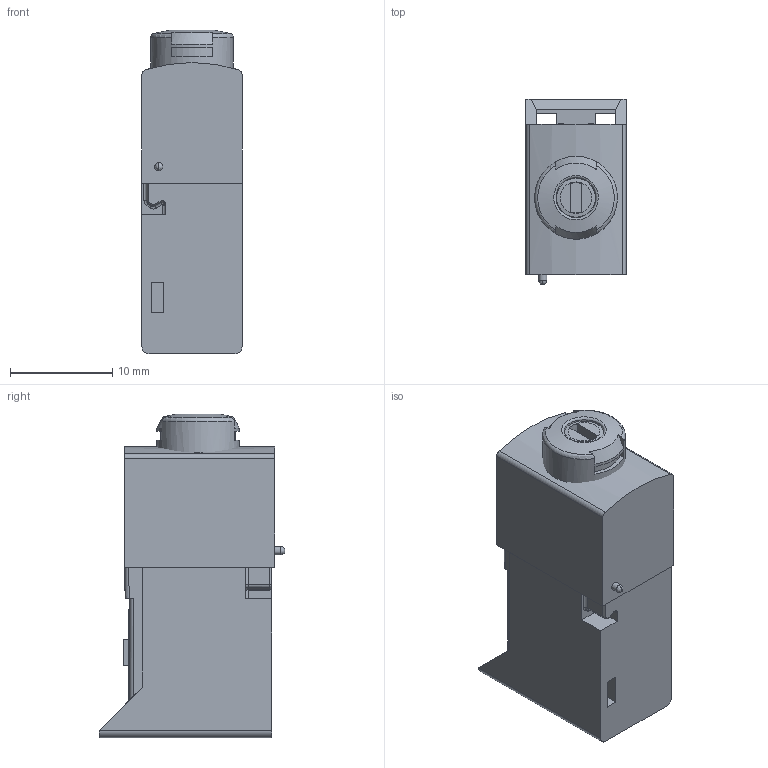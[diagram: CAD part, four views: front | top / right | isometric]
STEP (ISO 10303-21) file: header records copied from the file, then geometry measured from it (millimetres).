
FILE_DESCRIPTION(/* description */ (''),/* implementation_level */ '2;1');
FILE_NAME(/* name */ '00735441_MAGNETVENTIL_VUVG-M1R-3_2G-0_5.iam.step',/* time_stamp */ '2014-01-01T17:46:23-08:00',/* author */ ('s-2512170'),/* organization */ (''),/* preprocessor_version */ 'ST-DEVELOPER v15.2',/* originating_system */ 'Autodesk Inventor 2014',/* authorisation */ '');
FILE_SCHEMA (('AUTOMOTIVE_DESIGN { 1 0 10303 214 3 1 1 }'));
Length unit declared in the file: millimetre
Products named in the file (7): P7354M31_MAGNETSPULE; 00735431_MAGNETSPULE; 00693974_DECKEL_MPA; 00693973_STOESSEL_MPA; 00735435_MAGNETPLATTE_VUVG-0_5; 00735438_GEHAEUSE_VUVG-..R-0_5; 00735441_MAGNETVENTIL_VUVG-M1R-3_2G-0_5
Bounding box: 9.8 x 18.2 x 31.66 mm (x, y, z)
Volume: 4131.4 mm3; surface area: 2565.4 mm2
Topology: 4 solids, 5 shells, 343 faces, 862 edges, 541 vertices
Faces by surface type: plane 159, cylinder 95, bspline 41, torus 21, cone 17, sphere 10
Full cylindrical faces by diameter (mm): 0.7 x2, 0.8 x1, 1 x2, 2.4 x1, 3.6 x1, 3.8 x1, 3.9 x1, 4.4 x1, 4.7 x1, 5.1 x2, 6 x1, 6.4 x1, 7.4 x1, 8.1 x1, 8.7 x1
Entity records: 14128 total; most frequent: CARTESIAN_POINT 5757, ORIENTED_EDGE 1630, DIRECTION 1630, EDGE_CURVE 815, AXIS2_PLACEMENT_3D 609, VERTEX_POINT 523, LINE 412, VECTOR 412
